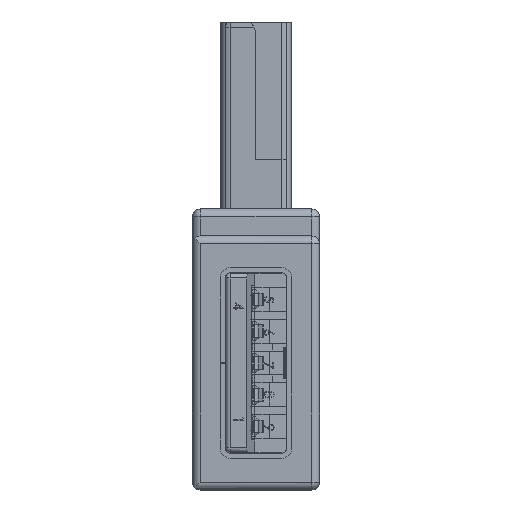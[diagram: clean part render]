
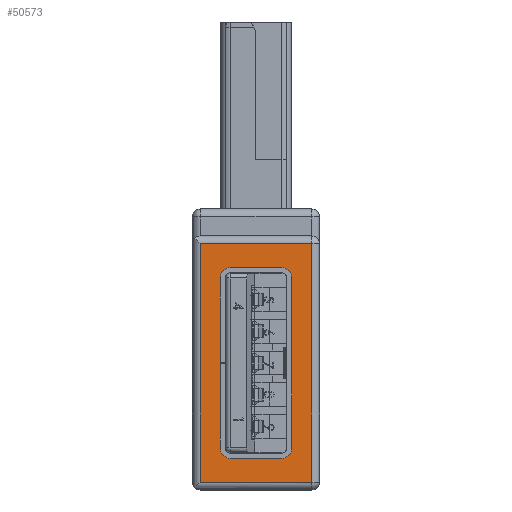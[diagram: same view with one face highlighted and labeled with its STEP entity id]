
A CAD part, left-side view. The second image highlights one B-rep face of the part: STEP entity #50573.
In plain terms, the highlighted face is planar.
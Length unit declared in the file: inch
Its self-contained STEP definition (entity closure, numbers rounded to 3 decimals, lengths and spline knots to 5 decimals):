
#36 = LINE ( 'NONE', #71858, #67391 ) ;
#241 = CARTESIAN_POINT ( 'NONE',  ( 0.31496, -0.1378, -0.47244 ) ) ;
#275 = ORIENTED_EDGE ( 'NONE', *, *, #9491, .F. ) ;
#787 = CARTESIAN_POINT ( 'NONE',  ( -0.29528, -0.1378, -0.47244 ) ) ;
#839 = ORIENTED_EDGE ( 'NONE', *, *, #14981, .F. ) ;
#930 = CARTESIAN_POINT ( 'NONE',  ( -0.21102, 0.06339, -0.47244 ) ) ;
#2158 = CARTESIAN_POINT ( 'NONE',  ( -0.23622, 0.06339, -0.47244 ) ) ;
#2184 = DIRECTION ( 'NONE',  ( 0., 1., 0. ) ) ;
#2312 = AXIS2_PLACEMENT_3D ( 'NONE', #19800, #26358, #71909 ) ;
#2924 = VERTEX_POINT ( 'NONE', #20500 ) ;
#4505 = DIRECTION ( 'NONE',  ( 1., 0., 0. ) ) ;
#5518 = EDGE_CURVE ( 'NONE', #64844, #66818, #46419, .T. ) ;
#7055 = VERTEX_POINT ( 'NONE', #45862 ) ;
#7530 = DIRECTION ( 'NONE',  ( -1., 0., 0. ) ) ;
#8577 = EDGE_CURVE ( 'NONE', #65772, #20839, #36, .T. ) ;
#8653 = VERTEX_POINT ( 'NONE', #59973 ) ;
#9491 = EDGE_CURVE ( 'NONE', #7055, #8653, #48004, .T. ) ;
#10897 = LINE ( 'NONE', #241, #28179 ) ;
#11157 = DIRECTION ( 'NONE',  ( 0., 0., 1. ) ) ;
#12359 = ORIENTED_EDGE ( 'NONE', *, *, #53127, .F. ) ;
#12655 = FACE_OUTER_BOUND ( 'NONE', #70216, .T. ) ;
#13175 = VERTEX_POINT ( 'NONE', #66669 ) ;
#13497 = DIRECTION ( 'NONE',  ( 0., -1., 0. ) ) ;
#14981 = EDGE_CURVE ( 'NONE', #76293, #13175, #76748, .T. ) ;
#15303 = LINE ( 'NONE', #81677, #67257 ) ;
#16423 = LINE ( 'NONE', #54558, #66363 ) ;
#16746 = AXIS2_PLACEMENT_3D ( 'NONE', #72647, #33572, #79207 ) ;
#19800 = CARTESIAN_POINT ( 'NONE',  ( 0.31496, 0.15748, -0.47244 ) ) ;
#20500 = CARTESIAN_POINT ( 'NONE',  ( 0.29528, 0.1378, -0.47244 ) ) ;
#20839 = VERTEX_POINT ( 'NONE', #787 ) ;
#23014 = AXIS2_PLACEMENT_3D ( 'NONE', #82569, #43532, #4505 ) ;
#23120 = VERTEX_POINT ( 'NONE', #58990 ) ;
#23884 = ORIENTED_EDGE ( 'NONE', *, *, #68222, .F. ) ;
#23934 = LINE ( 'NONE', #80283, #39152 ) ;
#24120 = DIRECTION ( 'NONE',  ( 1., 0., 0. ) ) ;
#24121 = ORIENTED_EDGE ( 'NONE', *, *, #58666, .F. ) ;
#25779 = CARTESIAN_POINT ( 'NONE',  ( 0.23622, -0.06339, -0.47244 ) ) ;
#26358 = DIRECTION ( 'NONE',  ( 0., 0., -1. ) ) ;
#27079 = ORIENTED_EDGE ( 'NONE', *, *, #5518, .F. ) ;
#28179 = VECTOR ( 'NONE', #45847, 39.37008 ) ;
#28360 = AXIS2_PLACEMENT_3D ( 'NONE', #930, #46543, #7530 ) ;
#29975 = FACE_BOUND ( 'NONE', #69473, .T. ) ;
#30875 = ORIENTED_EDGE ( 'NONE', *, *, #8577, .T. ) ;
#32087 = DIRECTION ( 'NONE',  ( -1., 0., 0. ) ) ;
#33572 = DIRECTION ( 'NONE',  ( 0., 0., 1. ) ) ;
#36037 = DIRECTION ( 'NONE',  ( -1., 0., 0. ) ) ;
#39152 = VECTOR ( 'NONE', #2184, 39.37008 ) ;
#40761 = CARTESIAN_POINT ( 'NONE',  ( -0.29528, 0.1378, -0.47244 ) ) ;
#42254 = CARTESIAN_POINT ( 'NONE',  ( 0.23622, -0.06339, -0.47244 ) ) ;
#43532 = DIRECTION ( 'NONE',  ( 0., 0., 1. ) ) ;
#44086 = VECTOR ( 'NONE', #81582, 39.37008 ) ;
#44255 = VECTOR ( 'NONE', #24120, 39.37008 ) ;
#45673 = PLANE ( 'NONE',  #2312 ) ;
#45847 = DIRECTION ( 'NONE',  ( 1., 0., 0. ) ) ;
#45862 = CARTESIAN_POINT ( 'NONE',  ( 0.21102, 0.08858, -0.47244 ) ) ;
#45942 = VECTOR ( 'NONE', #32087, 39.37008 ) ;
#46419 = CIRCLE ( 'NONE', #79905, 0.0252 ) ;
#46543 = DIRECTION ( 'NONE',  ( 0., 0., 1. ) ) ;
#48004 = LINE ( 'NONE', #51464, #45942 ) ;
#48049 = CARTESIAN_POINT ( 'NONE',  ( 0.29528, -0.1378, -0.47244 ) ) ;
#50159 = CARTESIAN_POINT ( 'NONE',  ( -0.21102, -0.06339, -0.47244 ) ) ;
#50163 = EDGE_CURVE ( 'NONE', #78074, #2924, #23934, .T. ) ;
#50386 = EDGE_CURVE ( 'NONE', #66818, #23120, #78932, .T. ) ;
#50573 = ADVANCED_FACE ( 'NONE', ( #29975, #12655 ), #45673, .F. ) ;
#51464 = CARTESIAN_POINT ( 'NONE',  ( -0.21102, 0.08858, -0.47244 ) ) ;
#52472 = EDGE_CURVE ( 'NONE', #69544, #64844, #16423, .T. ) ;
#53127 = EDGE_CURVE ( 'NONE', #13175, #7055, #75442, .T. ) ;
#53267 = ORIENTED_EDGE ( 'NONE', *, *, #75235, .T. ) ;
#54558 = CARTESIAN_POINT ( 'NONE',  ( -0.23622, -0.06339, -0.47244 ) ) ;
#58322 = ORIENTED_EDGE ( 'NONE', *, *, #50163, .T. ) ;
#58666 = EDGE_CURVE ( 'NONE', #23120, #76293, #60028, .T. ) ;
#58990 = CARTESIAN_POINT ( 'NONE',  ( 0.21102, -0.08858, -0.47244 ) ) ;
#59973 = CARTESIAN_POINT ( 'NONE',  ( -0.21102, 0.08858, -0.47244 ) ) ;
#60028 = CIRCLE ( 'NONE', #23014, 0.0252 ) ;
#62627 = EDGE_CURVE ( 'NONE', #2924, #65772, #15303, .T. ) ;
#62649 = CARTESIAN_POINT ( 'NONE',  ( -0.23622, -0.06339, -0.47244 ) ) ;
#64501 = ORIENTED_EDGE ( 'NONE', *, *, #62627, .T. ) ;
#64672 = DIRECTION ( 'NONE',  ( -1., 0., 0. ) ) ;
#64844 = VERTEX_POINT ( 'NONE', #62649 ) ;
#65772 = VERTEX_POINT ( 'NONE', #40761 ) ;
#66363 = VECTOR ( 'NONE', #80772, 39.37008 ) ;
#66669 = CARTESIAN_POINT ( 'NONE',  ( 0.23622, 0.06339, -0.47244 ) ) ;
#66818 = VERTEX_POINT ( 'NONE', #79360 ) ;
#67257 = VECTOR ( 'NONE', #36037, 39.37008 ) ;
#67391 = VECTOR ( 'NONE', #13497, 39.37008 ) ;
#67964 = ORIENTED_EDGE ( 'NONE', *, *, #50386, .F. ) ;
#68222 = EDGE_CURVE ( 'NONE', #8653, #69544, #73673, .T. ) ;
#69473 = EDGE_LOOP ( 'NONE', ( #275, #12359, #839, #24121, #67964, #27079, #80138, #23884 ) ) ;
#69544 = VERTEX_POINT ( 'NONE', #2158 ) ;
#70216 = EDGE_LOOP ( 'NONE', ( #30875, #53267, #58322, #64501 ) ) ;
#71858 = CARTESIAN_POINT ( 'NONE',  ( -0.29528, -0.15748, -0.47244 ) ) ;
#71909 = DIRECTION ( 'NONE',  ( -1., 0., 0. ) ) ;
#72647 = CARTESIAN_POINT ( 'NONE',  ( 0.21102, 0.06339, -0.47244 ) ) ;
#73673 = CIRCLE ( 'NONE', #28360, 0.0252 ) ;
#75235 = EDGE_CURVE ( 'NONE', #20839, #78074, #10897, .T. ) ;
#75442 = CIRCLE ( 'NONE', #16746, 0.0252 ) ;
#76293 = VERTEX_POINT ( 'NONE', #25779 ) ;
#76748 = LINE ( 'NONE', #42254, #44086 ) ;
#78074 = VERTEX_POINT ( 'NONE', #48049 ) ;
#78932 = LINE ( 'NONE', #82513, #44255 ) ;
#79207 = DIRECTION ( 'NONE',  ( -1., 0., 0. ) ) ;
#79360 = CARTESIAN_POINT ( 'NONE',  ( -0.21102, -0.08858, -0.47244 ) ) ;
#79905 = AXIS2_PLACEMENT_3D ( 'NONE', #50159, #11157, #64672 ) ;
#80138 = ORIENTED_EDGE ( 'NONE', *, *, #52472, .F. ) ;
#80283 = CARTESIAN_POINT ( 'NONE',  ( 0.29528, 0.15748, -0.47244 ) ) ;
#80772 = DIRECTION ( 'NONE',  ( 0., -1., 0. ) ) ;
#81582 = DIRECTION ( 'NONE',  ( 0., 1., 0. ) ) ;
#81677 = CARTESIAN_POINT ( 'NONE',  ( -0.31496, 0.1378, -0.47244 ) ) ;
#82513 = CARTESIAN_POINT ( 'NONE',  ( -0.21102, -0.08858, -0.47244 ) ) ;
#82569 = CARTESIAN_POINT ( 'NONE',  ( 0.21102, -0.06339, -0.47244 ) ) ;
